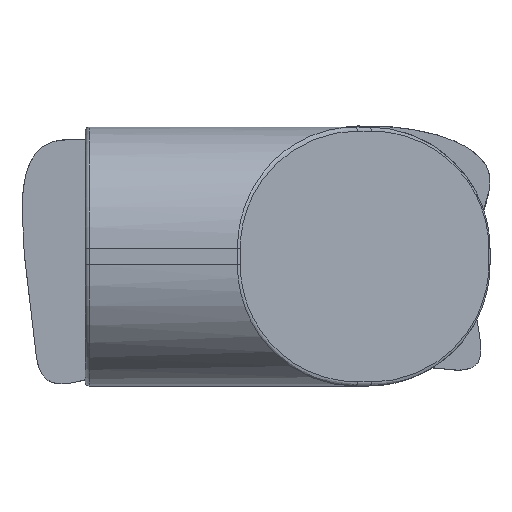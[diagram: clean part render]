
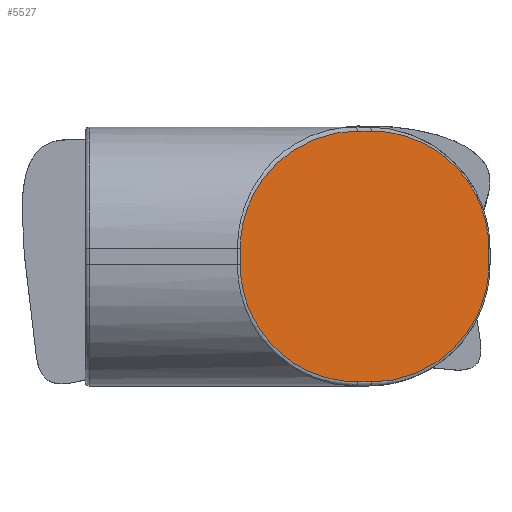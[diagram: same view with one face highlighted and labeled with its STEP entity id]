
A CAD part, left-side view. The second image highlights one B-rep face of the part: STEP entity #5527.
In plain terms, the highlighted face is planar.
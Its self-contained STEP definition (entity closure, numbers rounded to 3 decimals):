
#29 = ORIENTED_EDGE ( 'NONE', *, *, #4393, .T. ) ;
#90 = CARTESIAN_POINT ( 'NONE',  ( 35.354, -1.646, 15.5 ) ) ;
#269 = CARTESIAN_POINT ( 'NONE',  ( 33.646, -3.354, 15.5 ) ) ;
#350 = CARTESIAN_POINT ( 'NONE',  ( 35.354, -1.646, -15.5 ) ) ;
#373 = LINE ( 'NONE', #1988, #1374 ) ;
#535 = LINE ( 'NONE', #5203, #4973 ) ;
#559 = CARTESIAN_POINT ( 'NONE',  ( 19.146, -17.854, -1. ) ) ;
#726 = EDGE_CURVE ( 'NONE', #4928, #4183, #535, .T. ) ;
#762 = VERTEX_POINT ( 'NONE', #1555 ) ;
#884 = CARTESIAN_POINT ( 'NONE',  ( 43.847, 6.847, -15.5 ) ) ;
#975 = PLANE ( 'NONE',  #3910 ) ;
#1012 = CARTESIAN_POINT ( 'NONE',  ( 33.646, -3.354, -15.5 ) ) ;
#1043 = CARTESIAN_POINT ( 'NONE',  ( 19.146, -17.854, -1. ) ) ;
#1098 = EDGE_CURVE ( 'NONE', #3333, #2964, #2436, .T. ) ;
#1125 = ORIENTED_EDGE ( 'NONE', *, *, #4880, .T. ) ;
#1345 =( BOUNDED_CURVE ( )  B_SPLINE_CURVE ( 3, ( #4589, #3701, #2375, #4511 ),
 .UNSPECIFIED., .F., .F. ) 
 B_SPLINE_CURVE_WITH_KNOTS ( ( 4, 4 ),
 ( 3.142, 4.712 ),
 .UNSPECIFIED. ) 
 CURVE ( )  GEOMETRIC_REPRESENTATION_ITEM ( )  RATIONAL_B_SPLINE_CURVE ( ( 1., 0.805, 0.805, 1. ) ) 
 REPRESENTATION_ITEM ( '' )  );
#1374 = VECTOR ( 'NONE', #3591, 1000. ) ;
#1555 = CARTESIAN_POINT ( 'NONE',  ( 49.854, 12.854, 1. ) ) ;
#1590 = CARTESIAN_POINT ( 'NONE',  ( 33.646, -3.354, -15.5 ) ) ;
#1652 = CARTESIAN_POINT ( 'NONE',  ( 19.146, -17.854, 1. ) ) ;
#1673 = EDGE_CURVE ( 'NONE', #2877, #762, #5358, .T. ) ;
#1772 = CARTESIAN_POINT ( 'NONE',  ( 49.854, 12.854, 24. ) ) ;
#1789 = VECTOR ( 'NONE', #1829, 1000. ) ;
#1798 = CARTESIAN_POINT ( 'NONE',  ( 50., 13., 24. ) ) ;
#1829 = DIRECTION ( 'NONE',  ( 0., 0., 1. ) ) ;
#1843 = CARTESIAN_POINT ( 'NONE',  ( 35.354, -1.646, -15.5 ) ) ;
#1988 = CARTESIAN_POINT ( 'NONE',  ( 19.146, -17.854, 24. ) ) ;
#2178 =( BOUNDED_CURVE ( )  B_SPLINE_CURVE ( 3, ( #1043, #3948, #4192, #1012 ),
 .UNSPECIFIED., .F., .F. ) 
 B_SPLINE_CURVE_WITH_KNOTS ( ( 4, 4 ),
 ( 0., 1.571 ),
 .UNSPECIFIED. ) 
 CURVE ( )  GEOMETRIC_REPRESENTATION_ITEM ( )  RATIONAL_B_SPLINE_CURVE ( ( 1., 0.805, 0.805, 1. ) ) 
 REPRESENTATION_ITEM ( '' )  );
#2329 =( BOUNDED_CURVE ( )  B_SPLINE_CURVE ( 3, ( #1843, #884, #4125, #2854 ),
 .UNSPECIFIED., .F., .T. ) 
 B_SPLINE_CURVE_WITH_KNOTS ( ( 4, 4 ),
 ( 4.712, 6.283 ),
 .UNSPECIFIED. ) 
 CURVE ( )  GEOMETRIC_REPRESENTATION_ITEM ( )  RATIONAL_B_SPLINE_CURVE ( ( 1., 0.805, 0.805, 1. ) ) 
 REPRESENTATION_ITEM ( '' )  );
#2344 = EDGE_CURVE ( 'NONE', #3022, #3333, #5540, .T. ) ;
#2375 = CARTESIAN_POINT ( 'NONE',  ( 43.847, 6.847, 15.5 ) ) ;
#2436 =( BOUNDED_CURVE ( )  B_SPLINE_CURVE ( 3, ( #269, #3037, #4706, #5395 ),
 .UNSPECIFIED., .F., .F. ) 
 B_SPLINE_CURVE_WITH_KNOTS ( ( 4, 4 ),
 ( 4.712, 6.283 ),
 .UNSPECIFIED. ) 
 CURVE ( )  GEOMETRIC_REPRESENTATION_ITEM ( )  RATIONAL_B_SPLINE_CURVE ( ( 1., 0.805, 0.805, 1. ) ) 
 REPRESENTATION_ITEM ( '' )  );
#2445 = CARTESIAN_POINT ( 'NONE',  ( 49.854, 12.854, -1. ) ) ;
#2477 = CARTESIAN_POINT ( 'NONE',  ( 33.646, -3.354, 15.5 ) ) ;
#2528 = EDGE_CURVE ( 'NONE', #3956, #4928, #2178, .T. ) ;
#2687 = FACE_OUTER_BOUND ( 'NONE', #2798, .T. ) ;
#2798 = EDGE_LOOP ( 'NONE', ( #4854, #1125, #4260, #3169, #5512, #3460, #29, #3061 ) ) ;
#2854 = CARTESIAN_POINT ( 'NONE',  ( 49.854, 12.854, -1. ) ) ;
#2877 = VERTEX_POINT ( 'NONE', #2445 ) ;
#2964 = VERTEX_POINT ( 'NONE', #1652 ) ;
#3022 = VERTEX_POINT ( 'NONE', #90 ) ;
#3037 = CARTESIAN_POINT ( 'NONE',  ( 25.153, -11.847, 15.5 ) ) ;
#3061 = ORIENTED_EDGE ( 'NONE', *, *, #2344, .T. ) ;
#3114 = DIRECTION ( 'NONE',  ( 0.707, 0.707, 0. ) ) ;
#3169 = ORIENTED_EDGE ( 'NONE', *, *, #726, .T. ) ;
#3263 = DIRECTION ( 'NONE',  ( -0.707, -0.707, 0. ) ) ;
#3333 = VERTEX_POINT ( 'NONE', #2477 ) ;
#3460 = ORIENTED_EDGE ( 'NONE', *, *, #1673, .T. ) ;
#3553 = DIRECTION ( 'NONE',  ( -0.707, -0.707, 0. ) ) ;
#3591 = DIRECTION ( 'NONE',  ( 0., 0., -1. ) ) ;
#3701 = CARTESIAN_POINT ( 'NONE',  ( 49.854, 12.854, 9.494 ) ) ;
#3910 = AXIS2_PLACEMENT_3D ( 'NONE', #1798, #4425, #3553 ) ;
#3948 = CARTESIAN_POINT ( 'NONE',  ( 19.146, -17.854, -9.494 ) ) ;
#3956 = VERTEX_POINT ( 'NONE', #559 ) ;
#3959 = CARTESIAN_POINT ( 'NONE',  ( 50., 13., 15.5 ) ) ;
#4125 = CARTESIAN_POINT ( 'NONE',  ( 49.854, 12.854, -9.494 ) ) ;
#4134 = EDGE_CURVE ( 'NONE', #4183, #2877, #2329, .T. ) ;
#4142 = VECTOR ( 'NONE', #3263, 1000. ) ;
#4183 = VERTEX_POINT ( 'NONE', #350 ) ;
#4192 = CARTESIAN_POINT ( 'NONE',  ( 25.153, -11.847, -15.5 ) ) ;
#4260 = ORIENTED_EDGE ( 'NONE', *, *, #2528, .T. ) ;
#4393 = EDGE_CURVE ( 'NONE', #762, #3022, #1345, .T. ) ;
#4425 = DIRECTION ( 'NONE',  ( -0.707, 0.707, 0. ) ) ;
#4511 = CARTESIAN_POINT ( 'NONE',  ( 35.354, -1.646, 15.5 ) ) ;
#4589 = CARTESIAN_POINT ( 'NONE',  ( 49.854, 12.854, 1. ) ) ;
#4706 = CARTESIAN_POINT ( 'NONE',  ( 19.146, -17.854, 9.494 ) ) ;
#4854 = ORIENTED_EDGE ( 'NONE', *, *, #1098, .T. ) ;
#4880 = EDGE_CURVE ( 'NONE', #2964, #3956, #373, .T. ) ;
#4928 = VERTEX_POINT ( 'NONE', #1590 ) ;
#4973 = VECTOR ( 'NONE', #3114, 1000. ) ;
#5203 = CARTESIAN_POINT ( 'NONE',  ( 50., 13., -15.5 ) ) ;
#5358 = LINE ( 'NONE', #1772, #1789 ) ;
#5395 = CARTESIAN_POINT ( 'NONE',  ( 19.146, -17.854, 1. ) ) ;
#5512 = ORIENTED_EDGE ( 'NONE', *, *, #4134, .T. ) ;
#5527 = ADVANCED_FACE ( 'NONE', ( #2687 ), #975, .F. ) ;
#5540 = LINE ( 'NONE', #3959, #4142 ) ;
